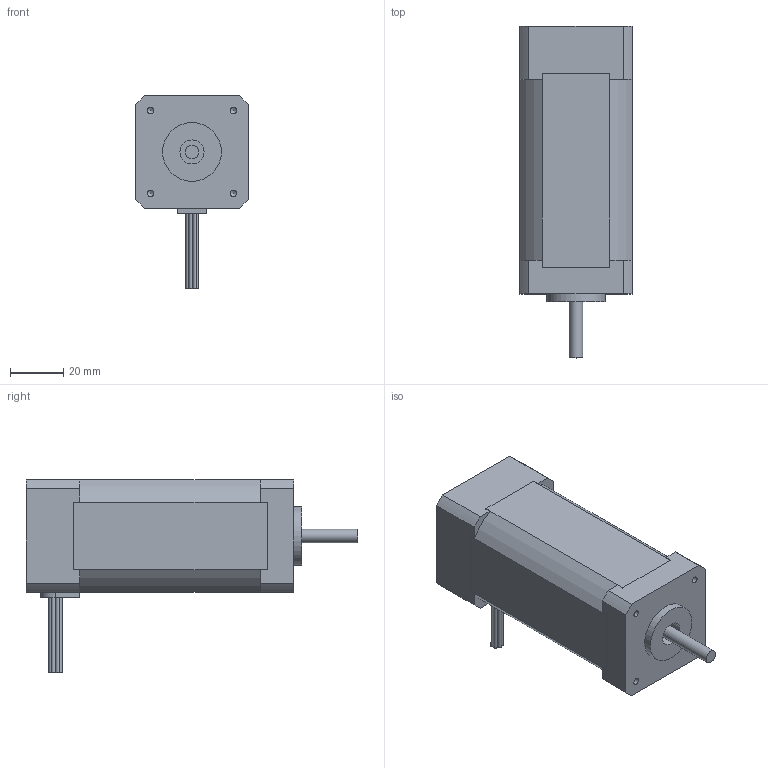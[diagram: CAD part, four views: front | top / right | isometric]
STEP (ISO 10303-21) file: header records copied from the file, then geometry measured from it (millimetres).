
FILE_DESCRIPTION(/* description */ (''),/* implementation_level */ '2;1');
FILE_NAME(/* name */ 'DB41C024030-A.stp',/* time_stamp */ '2015-11-04T11:45:00+01:00',/* author */ ('schneid_a'),/* organization */ (''),/* preprocessor_version */ 'ST-DEVELOPER v16.1',/* originating_system */ 'Autodesk Inventor 2016',/* authorisation */ '');
FILE_SCHEMA (('AUTOMOTIVE_DESIGN { 1 0 10303 214 3 1 1 }'));
Length unit declared in the file: centimetre
Products named in the file (1): DB41C024030-A
Bounding box: 42 x 124.34 x 72 mm (x, y, z)
Volume: 169852 mm3; surface area: 32759.9 mm2
Topology: 16 solids, 16 shells, 262 faces, 628 edges, 410 vertices
Faces by surface type: plane 133, cone 64, cylinder 57, sphere 4, torus 4
Full cylindrical faces by diameter (mm): 1.5 x8, 2.275 x4, 2.459 x4, 2.5 x4, 2.7 x4, 5 x4, 5.8 x4, 6 x1, 9 x2, 22 x1
Entity records: 7619 total; most frequent: CARTESIAN_POINT 1417, DIRECTION 1264, ORIENTED_EDGE 1120, EDGE_CURVE 560, AXIS2_PLACEMENT_3D 521, VERTEX_POINT 402, EDGE_LOOP 348, STYLED_ITEM 275
